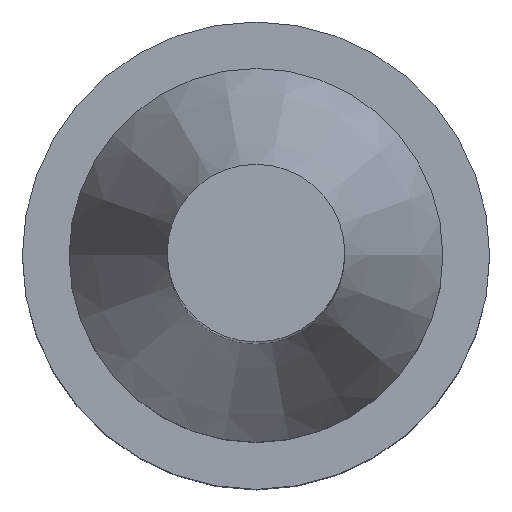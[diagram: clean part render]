
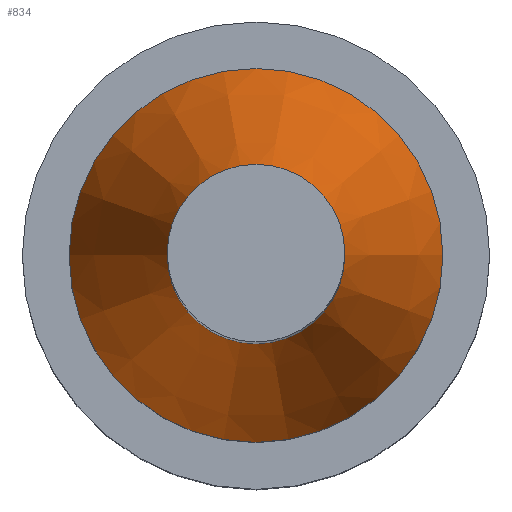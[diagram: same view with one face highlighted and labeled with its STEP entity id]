
A CAD part, top view. The second image highlights one B-rep face of the part: STEP entity #834.
In plain terms, the highlighted conical face has half-angle 19.29 degrees and reference radius 10 mm.
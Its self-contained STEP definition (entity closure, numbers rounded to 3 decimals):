
#211=FACE_BOUND($,#327,.T.);
#267=FACE_OUTER_BOUND($,#326,.T.);
#326=EDGE_LOOP($,(#703));
#327=EDGE_LOOP($,(#704));
#354=CIRCLE($,#888,4.75);
#355=CIRCLE($,#891,10.);
#429=VERTEX_POINT($,#1444);
#430=VERTEX_POINT($,#1448);
#532=EDGE_CURVE($,#429,#429,#354,.T.);
#533=EDGE_CURVE($,#430,#430,#355,.T.);
#703=ORIENTED_EDGE($,*,*,#533,.F.);
#704=ORIENTED_EDGE($,*,*,#532,.T.);
#748=CONICAL_SURFACE($,#890,10.,19.29);
#834=ADVANCED_FACE($,(#267,#211),#748,.T.);
#888=AXIS2_PLACEMENT_3D($,#1445,#1053,#1054);
#890=AXIS2_PLACEMENT_3D($,#1447,#1057,#1058);
#891=AXIS2_PLACEMENT_3D($,#1449,#1059,#1060);
#1053=DIRECTION('center_axis',(0.,0.,-1.));
#1054=DIRECTION('ref_axis',(-1.,0.,0.));
#1057=DIRECTION('center_axis',(0.,0.,-1.));
#1058=DIRECTION('ref_axis',(1.,0.,0.));
#1059=DIRECTION('center_axis',(0.,0.,-1.));
#1060=DIRECTION('ref_axis',(-1.,0.,0.));
#1444=CARTESIAN_POINT('',(-4.75,0.,42.));
#1445=CARTESIAN_POINT('Origin',(0.,0.,42.));
#1447=CARTESIAN_POINT('Origin',(0.,0.,27.));
#1448=CARTESIAN_POINT('',(10.,0.,27.));
#1449=CARTESIAN_POINT('Origin',(0.,0.,27.));
